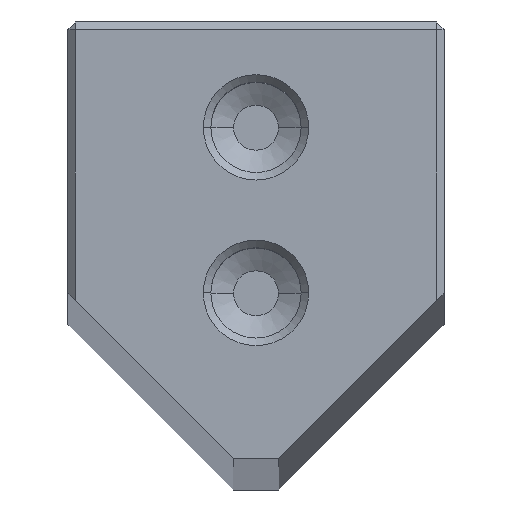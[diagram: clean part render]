
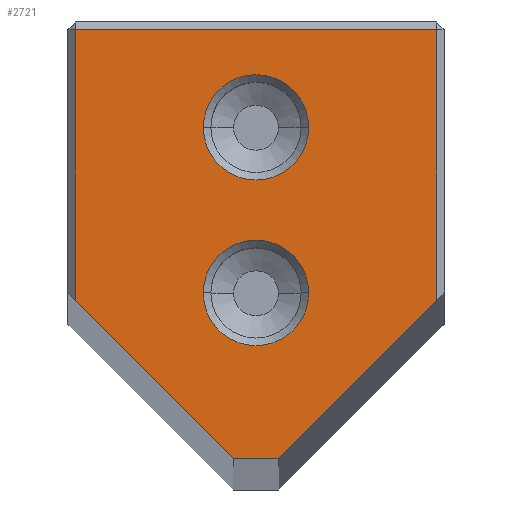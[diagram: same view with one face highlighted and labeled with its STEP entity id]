
A CAD part, top view. The second image highlights one B-rep face of the part: STEP entity #2721.
In plain terms, the highlighted planar face has unit normal (0, 0, 1).
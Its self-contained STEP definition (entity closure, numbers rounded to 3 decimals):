
#2721=ADVANCED_FACE('',(#3781,#3782,#3783),#3094,.T.);
#3094=PLANE('',#10330);
#3355=CIRCLE('',#10103,3.5);
#3357=CIRCLE('',#10106,3.5);
#3508=CIRCLE('',#10328,3.5);
#3509=CIRCLE('',#10329,3.5);
#3781=FACE_BOUND('',#3953,.T.);
#3782=FACE_BOUND('',#3954,.T.);
#3783=FACE_BOUND('',#3955,.T.);
#3953=EDGE_LOOP('',(#5001,#5002));
#3954=EDGE_LOOP('',(#5003,#5004));
#3955=EDGE_LOOP('',(#5005,#5006,#5007,#5008,#5009,#5010));
#5001=ORIENTED_EDGE('',*,*,#7689,.T.);
#5002=ORIENTED_EDGE('',*,*,#7968,.T.);
#5003=ORIENTED_EDGE('',*,*,#7685,.T.);
#5004=ORIENTED_EDGE('',*,*,#7969,.T.);
#5005=ORIENTED_EDGE('',*,*,#7941,.T.);
#5006=ORIENTED_EDGE('',*,*,#7970,.T.);
#5007=ORIENTED_EDGE('',*,*,#7971,.T.);
#5008=ORIENTED_EDGE('',*,*,#7972,.T.);
#5009=ORIENTED_EDGE('',*,*,#7947,.T.);
#5010=ORIENTED_EDGE('',*,*,#7943,.T.);
#6921=VERTEX_POINT('',#13346);
#6922=VERTEX_POINT('',#13348);
#6925=VERTEX_POINT('',#13355);
#6926=VERTEX_POINT('',#13357);
#7109=VERTEX_POINT('',#13857);
#7110=VERTEX_POINT('',#13859);
#7111=VERTEX_POINT('',#13863);
#7114=VERTEX_POINT('',#13871);
#7121=VERTEX_POINT('',#13904);
#7122=VERTEX_POINT('',#13906);
#7685=EDGE_CURVE('',#6922,#6921,#3355,.T.);
#7689=EDGE_CURVE('',#6926,#6925,#3357,.T.);
#7941=EDGE_CURVE('',#7110,#7109,#8845,.T.);
#7943=EDGE_CURVE('',#7111,#7110,#8847,.T.);
#7947=EDGE_CURVE('',#7114,#7111,#8851,.T.);
#7968=EDGE_CURVE('',#6925,#6926,#3508,.T.);
#7969=EDGE_CURVE('',#6921,#6922,#3509,.T.);
#7970=EDGE_CURVE('',#7109,#7121,#8860,.T.);
#7971=EDGE_CURVE('',#7121,#7122,#8861,.T.);
#7972=EDGE_CURVE('',#7122,#7114,#8862,.T.);
#8845=LINE('',#13858,#9595);
#8847=LINE('',#13862,#9597);
#8851=LINE('',#13870,#9601);
#8860=LINE('',#13903,#9610);
#8861=LINE('',#13905,#9611);
#8862=LINE('',#13907,#9612);
#9595=VECTOR('',#11423,1.);
#9597=VECTOR('',#11427,1.);
#9601=VECTOR('',#11433,1.);
#9610=VECTOR('',#11476,1.);
#9611=VECTOR('',#11477,1.);
#9612=VECTOR('',#11478,1.);
#10103=AXIS2_PLACEMENT_3D('',#13347,#10892,#10893);
#10106=AXIS2_PLACEMENT_3D('',#13356,#10900,#10901);
#10328=AXIS2_PLACEMENT_3D('',#13901,#11472,#11473);
#10329=AXIS2_PLACEMENT_3D('',#13902,#11474,#11475);
#10330=AXIS2_PLACEMENT_3D('',#13908,#11479,#11480);
#10892=DIRECTION('',(0.,0.,-1.));
#10893=DIRECTION('',(1.,0.,0.));
#10900=DIRECTION('',(0.,0.,-1.));
#10901=DIRECTION('',(1.,0.,0.));
#11423=DIRECTION('',(0.707,0.707,0.));
#11427=DIRECTION('',(1.,0.,0.));
#11433=DIRECTION('',(0.707,-0.707,0.));
#11472=DIRECTION('',(0.,0.,-1.));
#11473=DIRECTION('',(1.,0.,0.));
#11474=DIRECTION('',(0.,0.,-1.));
#11475=DIRECTION('',(1.,0.,0.));
#11476=DIRECTION('',(0.,1.,0.));
#11477=DIRECTION('',(-1.,0.,0.));
#11478=DIRECTION('',(0.,-1.,0.));
#11479=DIRECTION('',(0.,0.,1.));
#11480=DIRECTION('',(1.,0.,0.));
#13346=CARTESIAN_POINT('',(-3.5,45.,0.));
#13347=CARTESIAN_POINT('',(0.,45.,0.));
#13348=CARTESIAN_POINT('',(3.5,45.,0.));
#13355=CARTESIAN_POINT('',(-3.5,34.,0.));
#13356=CARTESIAN_POINT('',(0.,34.,0.));
#13357=CARTESIAN_POINT('',(3.5,34.,0.));
#13857=CARTESIAN_POINT('',(12.,33.5,0.));
#13858=CARTESIAN_POINT('',(1.5,23.,0.));
#13859=CARTESIAN_POINT('',(1.5,23.,0.));
#13862=CARTESIAN_POINT('',(-1.5,23.,0.));
#13863=CARTESIAN_POINT('',(-1.5,23.,0.));
#13870=CARTESIAN_POINT('',(-1.5,23.,0.));
#13871=CARTESIAN_POINT('',(-12.,33.5,0.));
#13901=CARTESIAN_POINT('',(0.,34.,0.));
#13902=CARTESIAN_POINT('',(0.,45.,0.));
#13903=CARTESIAN_POINT('',(12.,21.5,0.));
#13904=CARTESIAN_POINT('',(12.,51.5,0.));
#13905=CARTESIAN_POINT('',(0.,51.5,0.));
#13906=CARTESIAN_POINT('',(-12.,51.5,0.));
#13907=CARTESIAN_POINT('',(-12.,21.5,0.));
#13908=CARTESIAN_POINT('',(0.,21.5,0.));
